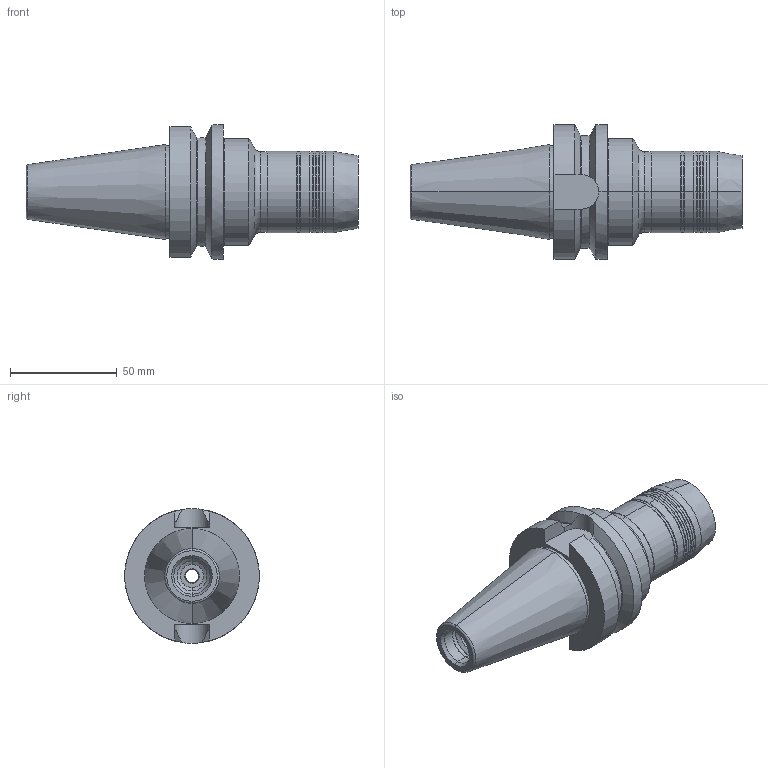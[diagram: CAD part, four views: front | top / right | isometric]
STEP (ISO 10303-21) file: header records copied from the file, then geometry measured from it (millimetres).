
FILE_DESCRIPTION (( 'STEP AP214' ), '1' );
FILE_NAME ('06.12.2018_39.05.043.006.STEP', '2018-12-07T13:22:55', ( '' ), ( '' ), 'SwSTEP 2.0', 'SolidWorks 2014', '' );
FILE_SCHEMA (( 'AUTOMOTIVE_DESIGN' ));
Length unit declared in the file: millimetre
Products named in the file (1): 06.12.2018_39.05.043.006
Bounding box: 155.4 x 63 x 63 mm (x, y, z)
Volume: 189178.8 mm3; surface area: 39604.7 mm2
Topology: 3 solids, 4 shells, 228 faces, 504 edges, 291 vertices
Faces by surface type: cylinder 72, plane 70, cone 67, torus 19
Entity records: 9055 total; most frequent: CARTESIAN_POINT 1462, DIRECTION 1117, ORIENTED_EDGE 1000, EDGE_CURVE 500, AXIS2_PLACEMENT_3D 452, VERTEX_POINT 291, EDGE_LOOP 245, UNCERTAINTY_MEASURE_WITH_UNIT 233
